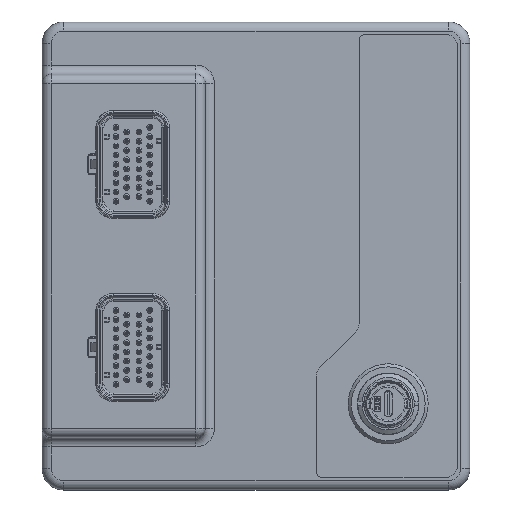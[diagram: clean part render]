
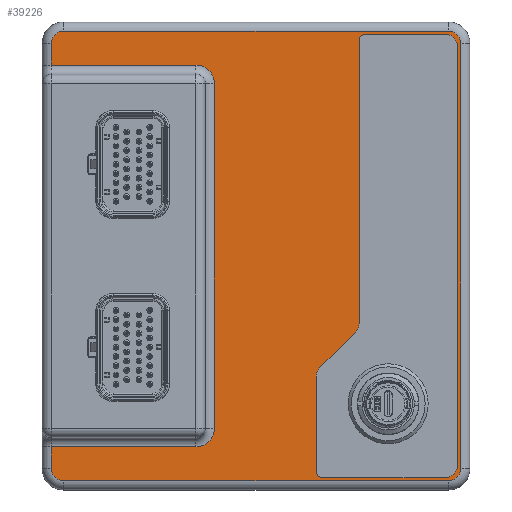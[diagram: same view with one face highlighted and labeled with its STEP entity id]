
A CAD part, top view. The second image highlights one B-rep face of the part: STEP entity #39226.
In plain terms, the highlighted planar face has unit normal (0, 0, 1).
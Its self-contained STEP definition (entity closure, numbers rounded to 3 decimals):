
#1523=FACE_BOUND('',#4597,.T.);
#2090=FACE_OUTER_BOUND('',#4596,.T.);
#4596=EDGE_LOOP('',(#27110,#27111,#27112,#27113,#27114,#27115,#27116,#27117,
#27118,#27119,#27120,#27121,#27122,#27123));
#4597=EDGE_LOOP('',(#27124,#27125,#27126,#27127,#27128,#27129,#27130,#27131,
#27132,#27133,#27134,#27135));
#7342=CIRCLE('',#42004,2.);
#7344=CIRCLE('',#42008,4.);
#7346=CIRCLE('',#42012,4.);
#7348=CIRCLE('',#42016,2.);
#7350=CIRCLE('',#42020,4.);
#7352=CIRCLE('',#42024,4.);
#7367=CIRCLE('',#42044,6.);
#7374=CIRCLE('',#42053,6.);
#7387=CIRCLE('',#42082,4.);
#7391=CIRCLE('',#42088,4.);
#7395=CIRCLE('',#42094,4.);
#7399=CIRCLE('',#42100,4.);
#9626=LINE('',#60213,#13158);
#9631=LINE('',#60227,#13163);
#9635=LINE('',#60239,#13167);
#9639=LINE('',#60251,#13171);
#9643=LINE('',#60263,#13175);
#9647=LINE('',#60275,#13179);
#9666=LINE('',#60376,#13198);
#9668=LINE('',#60379,#13200);
#9672=LINE('',#60385,#13204);
#9674=LINE('',#60391,#13206);
#9676=LINE('',#60403,#13208);
#9678=LINE('',#60415,#13210);
#9680=LINE('',#60427,#13212);
#9682=LINE('',#60436,#13214);
#13158=VECTOR('',#47355,10.);
#13163=VECTOR('',#47368,10.);
#13167=VECTOR('',#47380,10.);
#13171=VECTOR('',#47392,10.);
#13175=VECTOR('',#47404,10.);
#13179=VECTOR('',#47416,10.);
#13198=VECTOR('',#47537,10.);
#13200=VECTOR('',#47541,10.);
#13204=VECTOR('',#47549,10.);
#13206=VECTOR('',#47555,10.);
#13208=VECTOR('',#47569,10.);
#13210=VECTOR('',#47583,10.);
#13212=VECTOR('',#47597,10.);
#13214=VECTOR('',#47609,10.);
#16720=VERTEX_POINT('',#60211);
#16721=VERTEX_POINT('',#60212);
#16724=VERTEX_POINT('',#60220);
#16726=VERTEX_POINT('',#60226);
#16728=VERTEX_POINT('',#60232);
#16730=VERTEX_POINT('',#60238);
#16732=VERTEX_POINT('',#60244);
#16734=VERTEX_POINT('',#60250);
#16736=VERTEX_POINT('',#60256);
#16738=VERTEX_POINT('',#60262);
#16740=VERTEX_POINT('',#60268);
#16742=VERTEX_POINT('',#60274);
#16749=VERTEX_POINT('',#60295);
#16751=VERTEX_POINT('',#60300);
#16755=VERTEX_POINT('',#60309);
#16757=VERTEX_POINT('',#60313);
#16762=VERTEX_POINT('',#60325);
#16764=VERTEX_POINT('',#60329);
#16774=VERTEX_POINT('',#60387);
#16776=VERTEX_POINT('',#60393);
#16778=VERTEX_POINT('',#60399);
#16780=VERTEX_POINT('',#60405);
#16782=VERTEX_POINT('',#60411);
#16784=VERTEX_POINT('',#60417);
#16786=VERTEX_POINT('',#60423);
#16788=VERTEX_POINT('',#60429);
#20588=EDGE_CURVE('',#16720,#16721,#9626,.T.);
#20592=EDGE_CURVE('',#16724,#16720,#7342,.T.);
#20595=EDGE_CURVE('',#16726,#16724,#9631,.T.);
#20598=EDGE_CURVE('',#16728,#16726,#7344,.T.);
#20601=EDGE_CURVE('',#16730,#16728,#9635,.T.);
#20604=EDGE_CURVE('',#16732,#16730,#7346,.T.);
#20607=EDGE_CURVE('',#16734,#16732,#9639,.T.);
#20610=EDGE_CURVE('',#16736,#16734,#7348,.T.);
#20613=EDGE_CURVE('',#16738,#16736,#9643,.T.);
#20616=EDGE_CURVE('',#16740,#16738,#7350,.T.);
#20619=EDGE_CURVE('',#16742,#16740,#9647,.T.);
#20622=EDGE_CURVE('',#16721,#16742,#7352,.T.);
#20638=EDGE_CURVE('',#16757,#16755,#7367,.T.);
#20645=EDGE_CURVE('',#16764,#16762,#7374,.T.);
#20670=EDGE_CURVE('',#16751,#16764,#9666,.T.);
#20672=EDGE_CURVE('',#16762,#16757,#9668,.T.);
#20676=EDGE_CURVE('',#16755,#16749,#9672,.T.);
#20679=EDGE_CURVE('',#16749,#16774,#9674,.T.);
#20682=EDGE_CURVE('',#16774,#16776,#7387,.T.);
#20685=EDGE_CURVE('',#16776,#16778,#9676,.T.);
#20688=EDGE_CURVE('',#16778,#16780,#7391,.T.);
#20691=EDGE_CURVE('',#16780,#16782,#9678,.T.);
#20694=EDGE_CURVE('',#16782,#16784,#7395,.T.);
#20697=EDGE_CURVE('',#16784,#16786,#9680,.T.);
#20700=EDGE_CURVE('',#16786,#16788,#7399,.T.);
#20702=EDGE_CURVE('',#16788,#16751,#9682,.T.);
#27110=ORIENTED_EDGE('',*,*,#20645,.F.);
#27111=ORIENTED_EDGE('',*,*,#20670,.F.);
#27112=ORIENTED_EDGE('',*,*,#20702,.F.);
#27113=ORIENTED_EDGE('',*,*,#20700,.F.);
#27114=ORIENTED_EDGE('',*,*,#20697,.F.);
#27115=ORIENTED_EDGE('',*,*,#20694,.F.);
#27116=ORIENTED_EDGE('',*,*,#20691,.F.);
#27117=ORIENTED_EDGE('',*,*,#20688,.F.);
#27118=ORIENTED_EDGE('',*,*,#20685,.F.);
#27119=ORIENTED_EDGE('',*,*,#20682,.F.);
#27120=ORIENTED_EDGE('',*,*,#20679,.F.);
#27121=ORIENTED_EDGE('',*,*,#20676,.F.);
#27122=ORIENTED_EDGE('',*,*,#20638,.F.);
#27123=ORIENTED_EDGE('',*,*,#20672,.F.);
#27124=ORIENTED_EDGE('',*,*,#20588,.T.);
#27125=ORIENTED_EDGE('',*,*,#20622,.T.);
#27126=ORIENTED_EDGE('',*,*,#20619,.T.);
#27127=ORIENTED_EDGE('',*,*,#20616,.T.);
#27128=ORIENTED_EDGE('',*,*,#20613,.T.);
#27129=ORIENTED_EDGE('',*,*,#20610,.T.);
#27130=ORIENTED_EDGE('',*,*,#20607,.T.);
#27131=ORIENTED_EDGE('',*,*,#20604,.T.);
#27132=ORIENTED_EDGE('',*,*,#20601,.T.);
#27133=ORIENTED_EDGE('',*,*,#20598,.T.);
#27134=ORIENTED_EDGE('',*,*,#20595,.T.);
#27135=ORIENTED_EDGE('',*,*,#20592,.T.);
#37803=PLANE('',#42108);
#39226=ADVANCED_FACE('',(#2090,#1523),#37803,.T.);
#42004=AXIS2_PLACEMENT_3D('',#60221,#47361,#47362);
#42008=AXIS2_PLACEMENT_3D('',#60233,#47373,#47374);
#42012=AXIS2_PLACEMENT_3D('',#60245,#47385,#47386);
#42016=AXIS2_PLACEMENT_3D('',#60257,#47397,#47398);
#42020=AXIS2_PLACEMENT_3D('',#60269,#47409,#47410);
#42024=AXIS2_PLACEMENT_3D('',#60280,#47421,#47422);
#42044=AXIS2_PLACEMENT_3D('',#60315,#47462,#47463);
#42053=AXIS2_PLACEMENT_3D('',#60331,#47480,#47481);
#42082=AXIS2_PLACEMENT_3D('',#60397,#47562,#47563);
#42088=AXIS2_PLACEMENT_3D('',#60409,#47576,#47577);
#42094=AXIS2_PLACEMENT_3D('',#60421,#47590,#47591);
#42100=AXIS2_PLACEMENT_3D('',#60433,#47604,#47605);
#42108=AXIS2_PLACEMENT_3D('',#60455,#47629,#47630);
#47355=DIRECTION('',(0.,1.,0.));
#47361=DIRECTION('center_axis',(0.,0.,-1.));
#47362=DIRECTION('ref_axis',(-1.,0.,0.));
#47368=DIRECTION('',(-1.,0.,0.));
#47373=DIRECTION('center_axis',(0.,0.,-1.));
#47374=DIRECTION('ref_axis',(0.,-1.,0.));
#47380=DIRECTION('',(0.,-1.,0.));
#47385=DIRECTION('center_axis',(0.,0.,-1.));
#47386=DIRECTION('ref_axis',(1.,0.,0.));
#47392=DIRECTION('',(1.,0.,0.));
#47397=DIRECTION('center_axis',(0.,0.,-1.));
#47398=DIRECTION('ref_axis',(0.,1.,0.));
#47404=DIRECTION('',(0.,1.,0.));
#47409=DIRECTION('center_axis',(0.,0.,1.));
#47410=DIRECTION('ref_axis',(0.707,-0.707,0.));
#47416=DIRECTION('',(0.707,0.707,0.));
#47421=DIRECTION('center_axis',(0.,0.,-1.));
#47422=DIRECTION('ref_axis',(-0.707,0.707,0.));
#47462=DIRECTION('center_axis',(0.,0.,1.));
#47463=DIRECTION('ref_axis',(0.707,0.707,0.));
#47480=DIRECTION('center_axis',(0.,0.,1.));
#47481=DIRECTION('ref_axis',(0.707,-0.707,0.));
#47537=DIRECTION('',(1.,0.,0.));
#47541=DIRECTION('',(0.,1.,0.));
#47549=DIRECTION('',(-1.,0.,0.));
#47555=DIRECTION('',(0.,1.,0.));
#47562=DIRECTION('center_axis',(0.,0.,-1.));
#47563=DIRECTION('ref_axis',(-0.707,0.707,0.));
#47569=DIRECTION('',(1.,0.,0.));
#47576=DIRECTION('center_axis',(0.,0.,-1.));
#47577=DIRECTION('ref_axis',(0.707,0.707,0.));
#47583=DIRECTION('',(0.,-1.,0.));
#47590=DIRECTION('center_axis',(0.,0.,-1.));
#47591=DIRECTION('ref_axis',(0.707,-0.707,0.));
#47597=DIRECTION('',(-1.,0.,0.));
#47604=DIRECTION('center_axis',(0.,0.,-1.));
#47605=DIRECTION('ref_axis',(-0.707,-0.707,0.));
#47609=DIRECTION('',(0.,1.,0.));
#47629=DIRECTION('center_axis',(0.,0.,1.));
#47630=DIRECTION('ref_axis',(-1.,0.,0.));
#60211=CARTESIAN_POINT('',(56.06,-70.,10.212));
#60212=CARTESIAN_POINT('',(56.06,-39.189,10.212));
#60213=CARTESIAN_POINT('',(56.06,-35.,10.212));
#60220=CARTESIAN_POINT('',(58.06,-72.,10.212));
#60221=CARTESIAN_POINT('Origin',(58.06,-70.,10.212));
#60226=CARTESIAN_POINT('',(98.,-72.,10.212));
#60227=CARTESIAN_POINT('',(67.25,-72.,10.212));
#60232=CARTESIAN_POINT('',(102.,-68.,10.212));
#60233=CARTESIAN_POINT('Origin',(98.,-68.,10.212));
#60238=CARTESIAN_POINT('',(102.,68.,10.212));
#60239=CARTESIAN_POINT('',(102.,34.,10.212));
#60244=CARTESIAN_POINT('',(98.,72.,10.212));
#60245=CARTESIAN_POINT('Origin',(98.,68.,10.212));
#60250=CARTESIAN_POINT('',(72.,72.,10.212));
#60251=CARTESIAN_POINT('',(54.25,72.,10.212));
#60256=CARTESIAN_POINT('',(70.,70.,10.212));
#60257=CARTESIAN_POINT('Origin',(72.,70.,10.212));
#60262=CARTESIAN_POINT('',(70.,-21.935,10.212));
#60263=CARTESIAN_POINT('',(70.,-10.968,10.212));
#60268=CARTESIAN_POINT('',(68.828,-24.764,10.212));
#60269=CARTESIAN_POINT('Origin',(66.,-21.935,10.212));
#60274=CARTESIAN_POINT('',(57.231,-36.361,10.212));
#60275=CARTESIAN_POINT('',(61.139,-32.453,10.212));
#60280=CARTESIAN_POINT('Origin',(60.06,-39.189,10.212));
#60295=CARTESIAN_POINT('',(-30.,62.,10.212));
#60300=CARTESIAN_POINT('',(-30.,-62.,10.212));
#60309=CARTESIAN_POINT('',(17.,62.,10.212));
#60313=CARTESIAN_POINT('',(23.,56.,10.212));
#60315=CARTESIAN_POINT('Origin',(17.,56.,10.212));
#60325=CARTESIAN_POINT('',(23.,-56.,10.212));
#60329=CARTESIAN_POINT('',(17.,-62.,10.212));
#60331=CARTESIAN_POINT('Origin',(17.,-56.,10.212));
#60376=CARTESIAN_POINT('',(1.75,-62.,10.212));
#60379=CARTESIAN_POINT('',(23.,-29.5,10.212));
#60385=CARTESIAN_POINT('',(28.25,62.,10.212));
#60387=CARTESIAN_POINT('',(-30.,69.,10.212));
#60391=CARTESIAN_POINT('',(-30.,34.5,10.212));
#60393=CARTESIAN_POINT('',(-26.,73.,10.212));
#60397=CARTESIAN_POINT('Origin',(-26.,69.,10.212));
#60399=CARTESIAN_POINT('',(99.,73.,10.212));
#60403=CARTESIAN_POINT('',(67.75,73.,10.212));
#60405=CARTESIAN_POINT('',(103.,69.,10.212));
#60409=CARTESIAN_POINT('Origin',(99.,69.,10.212));
#60411=CARTESIAN_POINT('',(103.,-69.,10.212));
#60415=CARTESIAN_POINT('',(103.,-34.5,10.212));
#60417=CARTESIAN_POINT('',(99.,-73.,10.212));
#60421=CARTESIAN_POINT('Origin',(99.,-69.,10.212));
#60423=CARTESIAN_POINT('',(-26.,-73.,10.212));
#60427=CARTESIAN_POINT('',(5.25,-73.,10.212));
#60429=CARTESIAN_POINT('',(-30.,-69.,10.212));
#60433=CARTESIAN_POINT('Origin',(-26.,-69.,10.212));
#60436=CARTESIAN_POINT('',(-30.,34.5,10.212));
#60455=CARTESIAN_POINT('Origin',(36.5,0.,10.212));
